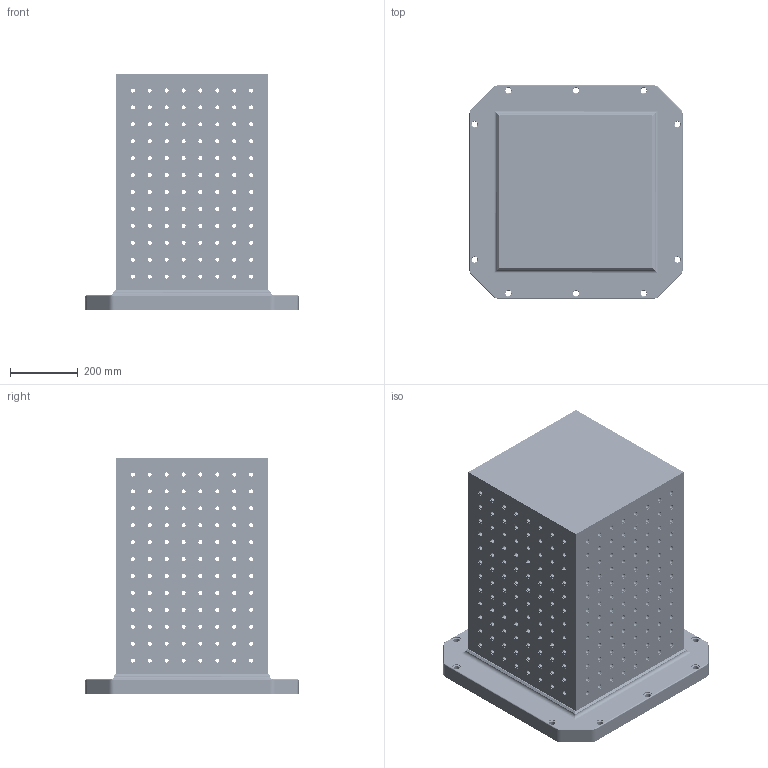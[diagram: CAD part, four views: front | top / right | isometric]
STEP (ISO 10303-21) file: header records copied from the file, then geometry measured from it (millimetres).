
FILE_DESCRIPTION(('STEP AP214'),'1');
FILE_NAME(' ',' ',('TraceParts'),('TraceParts S.A.'),'XStep 1.0',' ',' ');
FILE_SCHEMA(('automotive_design'));
Length unit declared in the file: millimetre
Products named in the file (2): 1; 2
Bounding box: 630 x 630 x 700 mm (x, y, z)
Volume: 52020923.2 mm3; surface area: 3817709.3 mm2
Topology: 2 solids, 2 shells, 2054 faces, 4950 edges, 3292 vertices
Faces by surface type: cylinder 1608, plane 426, cone 20
Entity records: 121255 total; most frequent: DIRECTION 12254, CARTESIAN_POINT 10664, STYLED_ITEM 10298, PRESENTATION_STYLE_ASSIGNMENT 10298, COLOUR_RGB 10298, ORIENTED_EDGE 9900, AXIS2_PLACEMENT_3D 5278, EDGE_CURVE 4950
